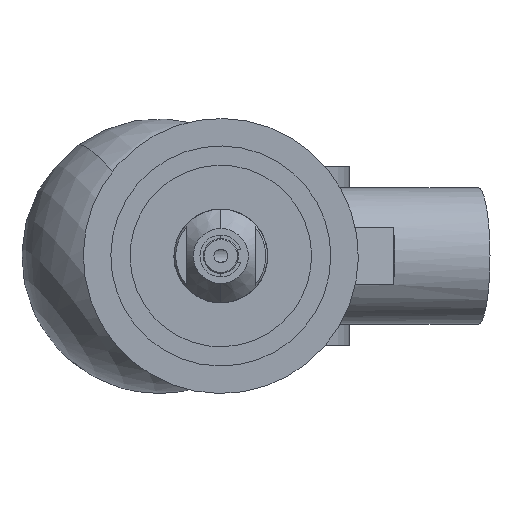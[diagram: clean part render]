
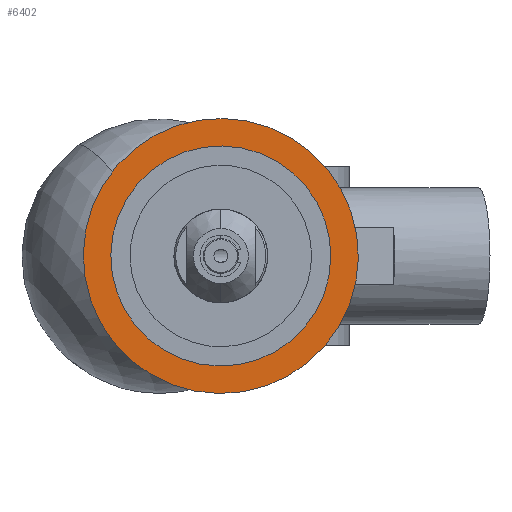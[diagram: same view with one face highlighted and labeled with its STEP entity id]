
A CAD part, left-side view. The second image highlights one B-rep face of the part: STEP entity #6402.
In plain terms, the highlighted planar face has unit normal (-1, 0, 0).
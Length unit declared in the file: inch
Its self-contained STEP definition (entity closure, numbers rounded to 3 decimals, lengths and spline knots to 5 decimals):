
#55 = EDGE_LOOP ( 'NONE', ( #10784, #3084 ) ) ;
#126 = DIRECTION ( 'NONE',  ( -1., 0., 0. ) ) ;
#610 = VERTEX_POINT ( 'NONE', #14859 ) ;
#1525 = EDGE_CURVE ( 'NONE', #15504, #7937, #9187, .T. ) ;
#1591 = AXIS2_PLACEMENT_3D ( 'NONE', #5919, #126, #4709 ) ;
#2103 = CARTESIAN_POINT ( 'NONE',  ( -0.3125, 0., 0. ) ) ;
#2277 = DIRECTION ( 'NONE',  ( -1., 0., 0. ) ) ;
#2295 = AXIS2_PLACEMENT_3D ( 'NONE', #3604, #7046, #10899 ) ;
#2421 = CIRCLE ( 'NONE', #2920, 0.625 ) ;
#2920 = AXIS2_PLACEMENT_3D ( 'NONE', #2103, #14342, #4511 ) ;
#3084 = ORIENTED_EDGE ( 'NONE', *, *, #3376, .F. ) ;
#3376 = EDGE_CURVE ( 'NONE', #10532, #610, #6661, .T. ) ;
#3391 = AXIS2_PLACEMENT_3D ( 'NONE', #15314, #9330, #10296 ) ;
#3548 = EDGE_CURVE ( 'NONE', #610, #10532, #9371, .T. ) ;
#3604 = CARTESIAN_POINT ( 'NONE',  ( -0.3125, 0., 0. ) ) ;
#3700 = ORIENTED_EDGE ( 'NONE', *, *, #1525, .T. ) ;
#4215 = CARTESIAN_POINT ( 'NONE',  ( -0.3125, -0.5837, -0.22342 ) ) ;
#4511 = DIRECTION ( 'NONE',  ( 0., -0.934, -0.357 ) ) ;
#4568 = AXIS2_PLACEMENT_3D ( 'NONE', #7129, #2277, #11933 ) ;
#4709 = DIRECTION ( 'NONE',  ( 0., -0.934, -0.357 ) ) ;
#5666 = PLANE ( 'NONE',  #3391 ) ;
#5879 = EDGE_LOOP ( 'NONE', ( #14603, #3700 ) ) ;
#5919 = CARTESIAN_POINT ( 'NONE',  ( -0.3125, 0., 0. ) ) ;
#6402 = ADVANCED_FACE ( 'NONE', ( #12896, #15163 ), #5666, .T. ) ;
#6661 = CIRCLE ( 'NONE', #1591, 0.5 ) ;
#7046 = DIRECTION ( 'NONE',  ( -1., 0., 0. ) ) ;
#7129 = CARTESIAN_POINT ( 'NONE',  ( -0.3125, 0., 0. ) ) ;
#7937 = VERTEX_POINT ( 'NONE', #4215 ) ;
#8839 = EDGE_CURVE ( 'NONE', #7937, #15504, #2421, .T. ) ;
#9187 = CIRCLE ( 'NONE', #4568, 0.625 ) ;
#9330 = DIRECTION ( 'NONE',  ( -1., 0., 0. ) ) ;
#9371 = CIRCLE ( 'NONE', #2295, 0.5 ) ;
#10296 = DIRECTION ( 'NONE',  ( 0., -0.934, -0.357 ) ) ;
#10532 = VERTEX_POINT ( 'NONE', #14231 ) ;
#10784 = ORIENTED_EDGE ( 'NONE', *, *, #3548, .F. ) ;
#10899 = DIRECTION ( 'NONE',  ( 0., -0.934, -0.357 ) ) ;
#11933 = DIRECTION ( 'NONE',  ( 0., -0.934, -0.357 ) ) ;
#12742 = CARTESIAN_POINT ( 'NONE',  ( -0.3125, 0.5837, 0.22342 ) ) ;
#12896 = FACE_OUTER_BOUND ( 'NONE', #5879, .T. ) ;
#14231 = CARTESIAN_POINT ( 'NONE',  ( -0.3125, 0.46696, 0.17874 ) ) ;
#14342 = DIRECTION ( 'NONE',  ( -1., 0., 0. ) ) ;
#14603 = ORIENTED_EDGE ( 'NONE', *, *, #8839, .T. ) ;
#14859 = CARTESIAN_POINT ( 'NONE',  ( -0.3125, -0.46696, -0.17874 ) ) ;
#15163 = FACE_BOUND ( 'NONE', #55, .T. ) ;
#15314 = CARTESIAN_POINT ( 'NONE',  ( -0.3125, 0.22342, -0.5837 ) ) ;
#15504 = VERTEX_POINT ( 'NONE', #12742 ) ;
